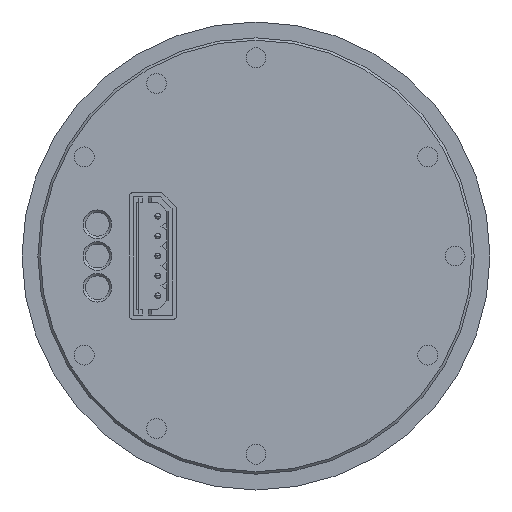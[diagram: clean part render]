
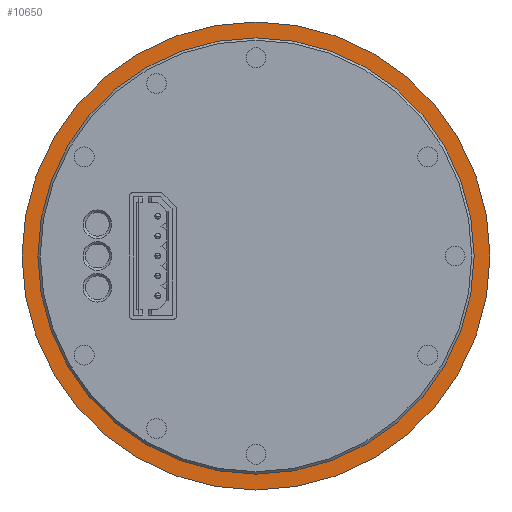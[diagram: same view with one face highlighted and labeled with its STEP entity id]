
A CAD part, left-side view. The second image highlights one B-rep face of the part: STEP entity #10650.
In plain terms, the highlighted planar face has unit normal (-1, 0, 0).
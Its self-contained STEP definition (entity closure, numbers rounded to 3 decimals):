
#2309 = FACE_BOUND ( 'NONE', #4209, .T. ) ;
#2341 = CARTESIAN_POINT ( 'NONE',  ( -5., 0., 0. ) ) ;
#4140 = PLANE ( 'NONE',  #14757 ) ;
#4209 = EDGE_LOOP ( 'NONE', ( #6008 ) ) ;
#5659 = CARTESIAN_POINT ( 'NONE',  ( -5., 0., 27.5 ) ) ;
#6008 = ORIENTED_EDGE ( 'NONE', *, *, #6416, .F. ) ;
#6224 = DIRECTION ( 'NONE',  ( -1., 0., 0. ) ) ;
#6416 = EDGE_CURVE ( 'NONE', #11650, #11650, #16504, .T. ) ;
#6428 = DIRECTION ( 'NONE',  ( 0., 0., 1. ) ) ;
#8102 = CARTESIAN_POINT ( 'NONE',  ( -5., 29.5, 0. ) ) ;
#8400 = EDGE_CURVE ( 'NONE', #19438, #19438, #9505, .T. ) ;
#8751 = DIRECTION ( 'NONE',  ( -1., 0., 0. ) ) ;
#9505 = CIRCLE ( 'NONE', #24071, 29.5 ) ;
#10650 = ADVANCED_FACE ( 'NONE', ( #2309, #27863 ), #4140, .F. ) ;
#11650 = VERTEX_POINT ( 'NONE', #5659 ) ;
#12291 = DIRECTION ( 'NONE',  ( 0., 0., -1. ) ) ;
#14381 = CARTESIAN_POINT ( 'NONE',  ( -5., 0., 29.5 ) ) ;
#14757 = AXIS2_PLACEMENT_3D ( 'NONE', #8102, #21337, #12291 ) ;
#16504 = CIRCLE ( 'NONE', #22534, 27.5 ) ;
#19438 = VERTEX_POINT ( 'NONE', #14381 ) ;
#21269 = ORIENTED_EDGE ( 'NONE', *, *, #8400, .T. ) ;
#21337 = DIRECTION ( 'NONE',  ( 1., 0., 0. ) ) ;
#21610 = CARTESIAN_POINT ( 'NONE',  ( -5., 0., 0. ) ) ;
#21808 = DIRECTION ( 'NONE',  ( 0., 0., 1. ) ) ;
#22534 = AXIS2_PLACEMENT_3D ( 'NONE', #2341, #8751, #21808 ) ;
#22610 = EDGE_LOOP ( 'NONE', ( #21269 ) ) ;
#24071 = AXIS2_PLACEMENT_3D ( 'NONE', #21610, #6224, #6428 ) ;
#27863 = FACE_OUTER_BOUND ( 'NONE', #22610, .T. ) ;
